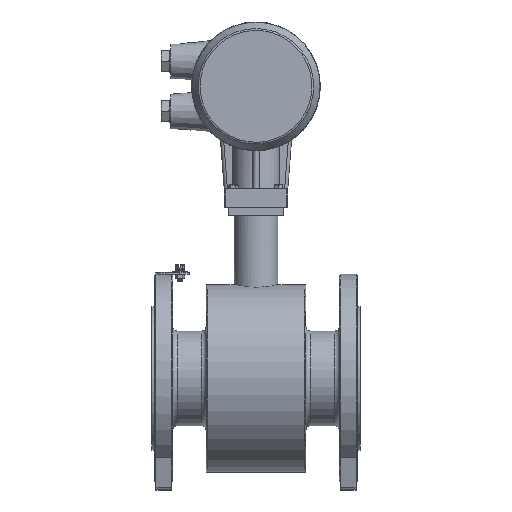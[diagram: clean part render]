
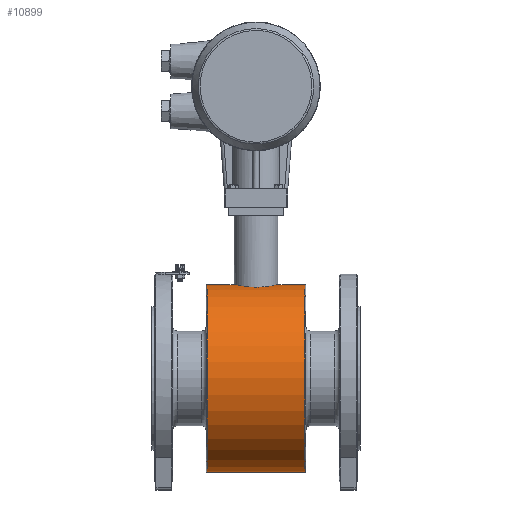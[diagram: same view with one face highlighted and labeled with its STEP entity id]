
A CAD part, left-side view. The second image highlights one B-rep face of the part: STEP entity #10899.
In plain terms, the highlighted cylindrical face has radius 90 mm (diameter 180 mm), a full revolution.
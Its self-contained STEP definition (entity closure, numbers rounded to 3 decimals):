
#413=FACE_BOUND('',#2096,.T.);
#1399=FACE_OUTER_BOUND('',#2095,.T.);
#2095=EDGE_LOOP('',(#8600,#8601,#8602,#8603));
#2096=EDGE_LOOP('',(#8604));
#2779=CIRCLE('',#11758,90.);
#2782=CIRCLE('',#11762,90.);
#3123=B_SPLINE_CURVE_WITH_KNOTS('',3,(#43878,#43879,#43880,#43881,#43882,
#43883,#43884,#43885,#43886,#43887,#43888,#43889,#43890,#43891,#43892,#43893,
#43894,#43895,#43896,#43897,#43898,#43899,#43900,#43901,#43902,#43903,#43904,
#43905,#43906,#43907,#43908,#43909,#43910,#43911,#43912,#43913,#43914,#43915,
#43916,#43917,#43918,#43919,#43920,#43921,#43922,#43923,#43924,#43925,#43926,
#43927,#43928,#43929,#43930,#43931,#43932,#43933,#43934,#43935,#43936,#43937,
#43938,#43939,#43940,#43941,#43942,#43943),.UNSPECIFIED.,.T.,.F.,(4,2,2,
2,2,2,2,2,2,2,2,2,2,2,2,2,2,2,2,2,2,2,2,2,2,2,2,2,2,2,2,2,4),(-12.707,
-12.31,-11.913,-11.516,-11.119,
-10.722,-10.325,-9.928,-9.53,
-9.133,-8.736,-8.339,-7.942,
-7.545,-7.148,-6.751,-6.354,-5.957,
-5.559,-5.162,-4.765,-4.368,
-3.971,-3.574,-3.177,-2.78,
-2.383,-1.986,-1.588,-1.191,
-0.794,-0.397,0.),.UNSPECIFIED.);
#3669=LINE('',#43876,#4279);
#4279=VECTOR('',#13353,90.);
#5110=VERTEX_POINT('',#43868);
#5112=VERTEX_POINT('',#43874);
#5113=VERTEX_POINT('',#43877);
#6386=EDGE_CURVE('',#5110,#5110,#2779,.T.);
#6389=EDGE_CURVE('',#5112,#5112,#2782,.T.);
#6390=EDGE_CURVE('',#5112,#5110,#3669,.T.);
#6391=EDGE_CURVE('',#5113,#5113,#3123,.T.);
#8600=ORIENTED_EDGE('',*,*,#6389,.F.);
#8601=ORIENTED_EDGE('',*,*,#6390,.T.);
#8602=ORIENTED_EDGE('',*,*,#6386,.F.);
#8603=ORIENTED_EDGE('',*,*,#6390,.F.);
#8604=ORIENTED_EDGE('',*,*,#6391,.T.);
#10605=CYLINDRICAL_SURFACE('',#11761,90.);
#10899=ADVANCED_FACE('',(#1399,#413),#10605,.T.);
#11758=AXIS2_PLACEMENT_3D('',#43869,#13343,#13344);
#11761=AXIS2_PLACEMENT_3D('',#43873,#13349,#13350);
#11762=AXIS2_PLACEMENT_3D('',#43875,#13351,#13352);
#13343=DIRECTION('center_axis',(0.,0.,
1.));
#13344=DIRECTION('ref_axis',(0.,1.,0.));
#13349=DIRECTION('center_axis',(0.,0.,
-1.));
#13350=DIRECTION('ref_axis',(0.,-1.,0.));
#13351=DIRECTION('center_axis',(0.,0.,
-1.));
#13352=DIRECTION('ref_axis',(0.,1.,0.));
#13353=DIRECTION('',(0.,0.,1.));
#43868=CARTESIAN_POINT('',(95.,370.25,46.75));
#43869=CARTESIAN_POINT('Origin',(95.,280.25,46.75));
#43873=CARTESIAN_POINT('Origin',(95.,280.25,0.));
#43874=CARTESIAN_POINT('',(95.,370.25,-46.75));
#43875=CARTESIAN_POINT('Origin',(95.,280.25,-46.75));
#43876=CARTESIAN_POINT('',(95.,370.25,0.));
#43877=CARTESIAN_POINT('',(95.,190.25,21.));
#43878=CARTESIAN_POINT('Ctrl Pts',(116.,192.734,0.));
#43879=CARTESIAN_POINT('Ctrl Pts',(116.,192.734,-1.324));
#43880=CARTESIAN_POINT('Ctrl Pts',(115.873,192.703,-2.691));
#43881=CARTESIAN_POINT('Ctrl Pts',(115.339,192.578,-5.408));
#43882=CARTESIAN_POINT('Ctrl Pts',(114.932,192.483,-6.757));
#43883=CARTESIAN_POINT('Ctrl Pts',(113.859,192.246,-9.343));
#43884=CARTESIAN_POINT('Ctrl Pts',(113.192,192.104,-10.581));
#43885=CARTESIAN_POINT('Ctrl Pts',(111.652,191.8,-12.869));
#43886=CARTESIAN_POINT('Ctrl Pts',(110.779,191.639,-13.92));
#43887=CARTESIAN_POINT('Ctrl Pts',(108.92,191.328,-15.779));
#43888=CARTESIAN_POINT('Ctrl Pts',(107.87,191.167,-16.652));
#43889=CARTESIAN_POINT('Ctrl Pts',(105.581,190.867,-18.192));
#43890=CARTESIAN_POINT('Ctrl Pts',(104.343,190.727,-18.859));
#43891=CARTESIAN_POINT('Ctrl Pts',(101.757,190.495,-19.932));
#43892=CARTESIAN_POINT('Ctrl Pts',(100.408,190.402,-20.339));
#43893=CARTESIAN_POINT('Ctrl Pts',(97.691,190.28,-20.873));
#43894=CARTESIAN_POINT('Ctrl Pts',(96.324,190.25,-21.));
#43895=CARTESIAN_POINT('Ctrl Pts',(93.676,190.25,-21.));
#43896=CARTESIAN_POINT('Ctrl Pts',(92.309,190.28,-20.873));
#43897=CARTESIAN_POINT('Ctrl Pts',(89.592,190.402,-20.339));
#43898=CARTESIAN_POINT('Ctrl Pts',(88.243,190.495,-19.932));
#43899=CARTESIAN_POINT('Ctrl Pts',(85.657,190.727,-18.859));
#43900=CARTESIAN_POINT('Ctrl Pts',(84.419,190.867,-18.192));
#43901=CARTESIAN_POINT('Ctrl Pts',(82.13,191.167,-16.652));
#43902=CARTESIAN_POINT('Ctrl Pts',(81.08,191.328,-15.779));
#43903=CARTESIAN_POINT('Ctrl Pts',(79.221,191.639,-13.92));
#43904=CARTESIAN_POINT('Ctrl Pts',(78.348,191.8,-12.869));
#43905=CARTESIAN_POINT('Ctrl Pts',(76.808,192.104,-10.581));
#43906=CARTESIAN_POINT('Ctrl Pts',(76.141,192.246,-9.343));
#43907=CARTESIAN_POINT('Ctrl Pts',(75.068,192.483,-6.757));
#43908=CARTESIAN_POINT('Ctrl Pts',(74.661,192.578,-5.408));
#43909=CARTESIAN_POINT('Ctrl Pts',(74.127,192.703,-2.691));
#43910=CARTESIAN_POINT('Ctrl Pts',(74.,192.734,-1.324));
#43911=CARTESIAN_POINT('Ctrl Pts',(74.,192.734,1.324));
#43912=CARTESIAN_POINT('Ctrl Pts',(74.127,192.703,2.691));
#43913=CARTESIAN_POINT('Ctrl Pts',(74.661,192.578,5.408));
#43914=CARTESIAN_POINT('Ctrl Pts',(75.068,192.483,6.757));
#43915=CARTESIAN_POINT('Ctrl Pts',(76.141,192.246,9.343));
#43916=CARTESIAN_POINT('Ctrl Pts',(76.808,192.104,10.581));
#43917=CARTESIAN_POINT('Ctrl Pts',(78.348,191.8,12.869));
#43918=CARTESIAN_POINT('Ctrl Pts',(79.221,191.639,13.92));
#43919=CARTESIAN_POINT('Ctrl Pts',(81.08,191.328,15.779));
#43920=CARTESIAN_POINT('Ctrl Pts',(82.13,191.167,16.652));
#43921=CARTESIAN_POINT('Ctrl Pts',(84.419,190.867,18.192));
#43922=CARTESIAN_POINT('Ctrl Pts',(85.657,190.727,18.859));
#43923=CARTESIAN_POINT('Ctrl Pts',(88.243,190.495,19.932));
#43924=CARTESIAN_POINT('Ctrl Pts',(89.592,190.402,20.339));
#43925=CARTESIAN_POINT('Ctrl Pts',(92.309,190.28,20.873));
#43926=CARTESIAN_POINT('Ctrl Pts',(93.676,190.25,21.));
#43927=CARTESIAN_POINT('Ctrl Pts',(96.324,190.25,21.));
#43928=CARTESIAN_POINT('Ctrl Pts',(97.691,190.28,20.873));
#43929=CARTESIAN_POINT('Ctrl Pts',(100.408,190.402,20.339));
#43930=CARTESIAN_POINT('Ctrl Pts',(101.757,190.495,19.932));
#43931=CARTESIAN_POINT('Ctrl Pts',(104.343,190.727,18.859));
#43932=CARTESIAN_POINT('Ctrl Pts',(105.581,190.867,18.192));
#43933=CARTESIAN_POINT('Ctrl Pts',(107.87,191.167,16.652));
#43934=CARTESIAN_POINT('Ctrl Pts',(108.92,191.328,15.779));
#43935=CARTESIAN_POINT('Ctrl Pts',(110.779,191.639,13.92));
#43936=CARTESIAN_POINT('Ctrl Pts',(111.652,191.8,12.869));
#43937=CARTESIAN_POINT('Ctrl Pts',(113.192,192.104,10.581));
#43938=CARTESIAN_POINT('Ctrl Pts',(113.859,192.246,9.343));
#43939=CARTESIAN_POINT('Ctrl Pts',(114.932,192.483,6.757));
#43940=CARTESIAN_POINT('Ctrl Pts',(115.339,192.578,5.408));
#43941=CARTESIAN_POINT('Ctrl Pts',(115.873,192.703,2.691));
#43942=CARTESIAN_POINT('Ctrl Pts',(116.,192.734,1.324));
#43943=CARTESIAN_POINT('Ctrl Pts',(116.,192.734,0.));
